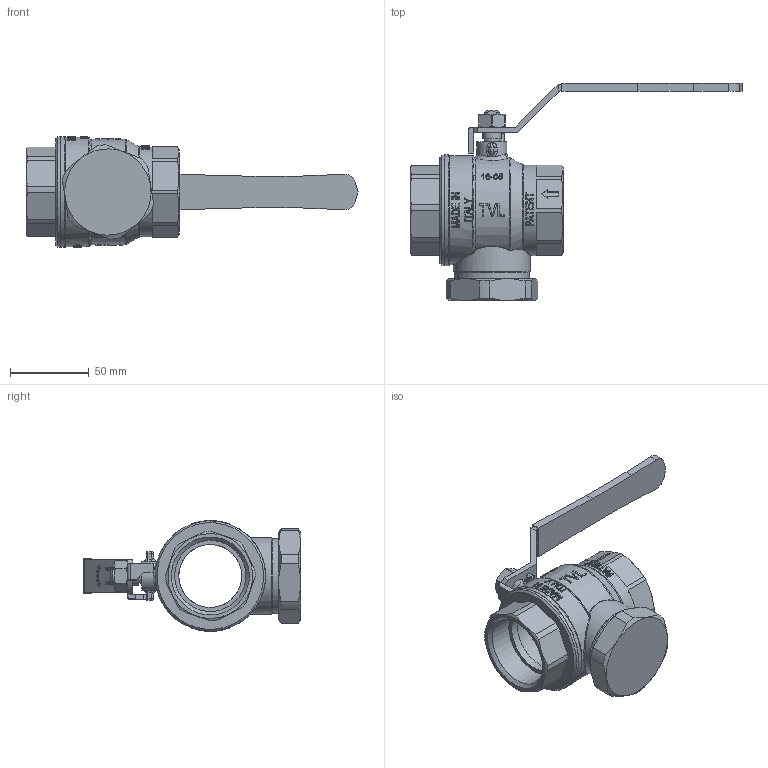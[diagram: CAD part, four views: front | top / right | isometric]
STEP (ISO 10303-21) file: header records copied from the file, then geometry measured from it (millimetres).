
FILE_DESCRIPTION(/* description */ ('VALVOLA A SFERA CON FILTRO ART.140 DA 1" 1/2 - LEVA NERA'),/* implementation_level */ '2;1');
FILE_NAME(/* name */ '190H00.stp',/* time_stamp */ '2020-07-22T13:48:13+02:00',/* author */ ('collas'),/* organization */ (''),/* preprocessor_version */ 'ST-DEVELOPER v17.2',/* originating_system */ 'Autodesk Inventor 2019',/* authorisation */ '');
FILE_SCHEMA (('AUTOMOTIVE_DESIGN { 1 0 10303 214 3 1 1 }'));
Length unit declared in the file: millimetre
Products named in the file (7): 014014N; CL30014014; AS33000912A; ML30114014; TA32714014 ; LE32500312N; DA32400207
Assembly tree (6 placements, depth 2):
  014014N
    CL30014014
    AS33000912A
    ML30114014
    TA32714014 
    LE32500312N
    DA32400207
Bounding box: 210.83 x 138.05 x 70.3 mm (x, y, z)
Volume: 221994.8 mm3; surface area: 71816.5 mm2
Topology: 6 solids, 6 shells, 830 faces, 2212 edges, 1466 vertices
Faces by surface type: plane 383, bspline 276, cylinder 123, cone 40, torus 8
Full cylindrical faces by diameter (mm): 6 x1, 9.4 x1, 9.5 x1, 11.95 x2, 19 x1, 36 x1, 37.7 x1, 40 x2, 45.2 x3, 47.5 x1, 49 x1, 57.5 x1, 63.8 x1, 69.3 x1, 70.1 x1, 70.3 x1
Entity records: 32837 total; most frequent: CARTESIAN_POINT 13194, ORIENTED_EDGE 4420, DIRECTION 3313, EDGE_CURVE 2210, VERTEX_POINT 1466, AXIS2_PLACEMENT_3D 1122, LINE 1069, VECTOR 1069
